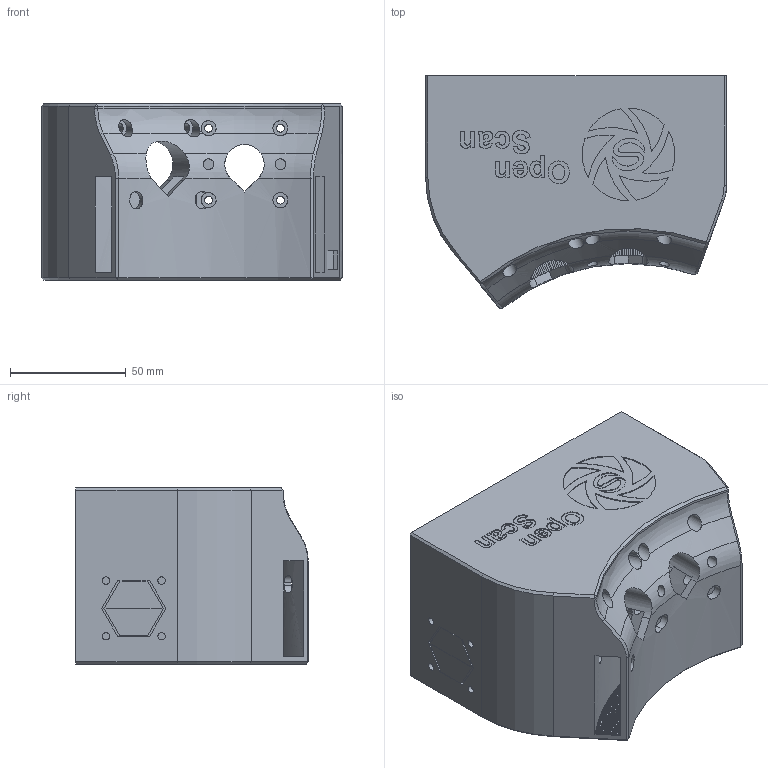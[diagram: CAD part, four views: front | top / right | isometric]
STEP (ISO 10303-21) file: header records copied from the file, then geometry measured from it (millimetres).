
FILE_DESCRIPTION(('FreeCAD Model'),'2;1');
FILE_NAME('Open CASCADE Shape Model','2025-06-18T17:40:50',(''),(''), 'Open CASCADE STEP processor 7.8','FreeCAD','Unknown');
FILE_SCHEMA(('AUTOMOTIVE_DESIGN { 1 0 10303 214 1 1 1 1 }'));
Length unit declared in the file: millimetre
Products named in the file (1): 1-base
Bounding box: 129.79 x 100.29 x 76 mm (x, y, z)
Volume: 125893 mm3; surface area: 78036.9 mm2
Topology: 1 solids, 1 shells, 717 faces, 2026 edges, 1329 vertices
Faces by surface type: plane 418, extrusion 145, cylinder 112, bspline 17, torus 11, cone 10, sphere 4
Full cylindrical faces by diameter (mm): 1.75 x2, 3.2 x4, 3.4 x4, 4.6 x7, 6.5 x5
Entity records: 26651 total; most frequent: CARTESIAN_POINT 8417, ORIENTED_EDGE 4040, DIRECTION 3344, EDGE_CURVE 2020, VERTEX_POINT 1329, VECTOR 1274, LINE 1129, AXIS2_PLACEMENT_3D 1035
